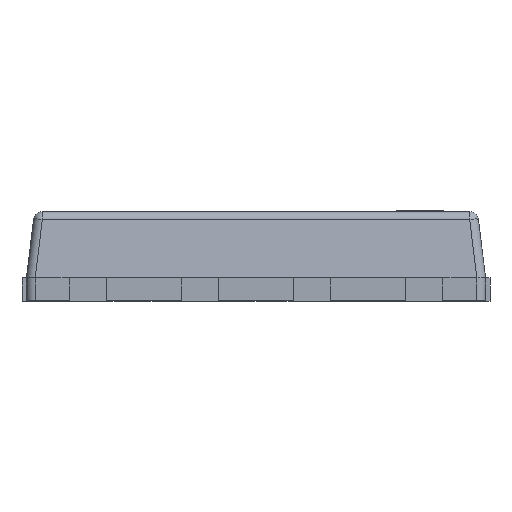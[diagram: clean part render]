
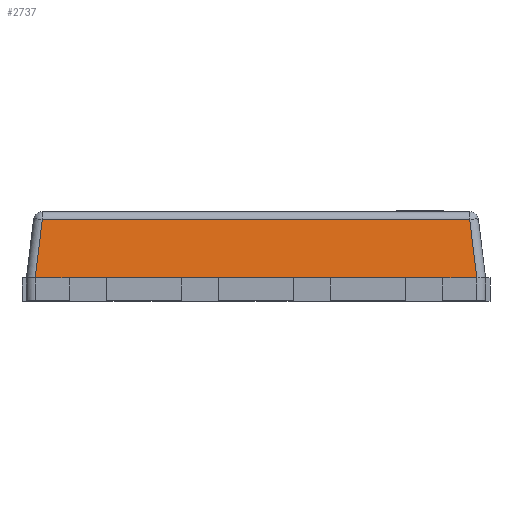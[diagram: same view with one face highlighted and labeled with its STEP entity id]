
A CAD part, front view. The second image highlights one B-rep face of the part: STEP entity #2737.
In plain terms, the highlighted planar face has unit normal (0, -0.993, 0.122).
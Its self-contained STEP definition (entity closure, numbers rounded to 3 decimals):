
#236 = EDGE_CURVE ( 'NONE', #3533, #1889, #1416, .T. ) ;
#565 = VERTEX_POINT ( 'NONE', #16511 ) ;
#583 = DIRECTION ( 'NONE',  ( 1., 0., 0. ) ) ;
#1059 =( BOUNDED_CURVE ( )  B_SPLINE_CURVE ( 3, ( #6321, #12755, #15657, #6704 ),
 .UNSPECIFIED., .F., .T. ) 
 B_SPLINE_CURVE_WITH_KNOTS ( ( 4, 4 ),
 ( 3.142, 3.149 ),
 .UNSPECIFIED. ) 
 CURVE ( )  GEOMETRIC_REPRESENTATION_ITEM ( )  RATIONAL_B_SPLINE_CURVE ( ( 1., 1., 1., 1. ) ) 
 REPRESENTATION_ITEM ( '' )  );
#1132 = ORIENTED_EDGE ( 'NONE', *, *, #5915, .T. ) ;
#1289 = ORIENTED_EDGE ( 'NONE', *, *, #5919, .T. ) ;
#1416 = LINE ( 'NONE', #4524, #6828 ) ;
#1660 = VECTOR ( 'NONE', #4258, 1000. ) ;
#1845 = LINE ( 'NONE', #18610, #15957 ) ;
#1889 = VERTEX_POINT ( 'NONE', #9388 ) ;
#2368 = EDGE_CURVE ( 'NONE', #6494, #7694, #9823, .T. ) ;
#2395 = CARTESIAN_POINT ( 'NONE',  ( -2.501, -2.95, 0. ) ) ;
#2503 = CARTESIAN_POINT ( 'NONE',  ( -2.502, -2.951, -0.012 ) ) ;
#2737 = ADVANCED_FACE ( 'NONE', ( #16334 ), #12055, .T. ) ;
#2742 = ORIENTED_EDGE ( 'NONE', *, *, #2368, .T. ) ;
#2804 = DIRECTION ( 'NONE',  ( -0.121, -0.121, -0.985 ) ) ;
#3018 = DIRECTION ( 'NONE',  ( 1., 0., 0. ) ) ;
#3180 = CARTESIAN_POINT ( 'NONE',  ( -2.5, -2.95, 0. ) ) ;
#3435 = CARTESIAN_POINT ( 'NONE',  ( 2.115, -2.95, 0. ) ) ;
#3490 = VECTOR ( 'NONE', #18652, 1000. ) ;
#3533 = VERTEX_POINT ( 'NONE', #4163 ) ;
#3580 = DIRECTION ( 'NONE',  ( 1., 0., 0. ) ) ;
#3650 = ORIENTED_EDGE ( 'NONE', *, *, #16314, .T. ) ;
#4017 = ORIENTED_EDGE ( 'NONE', *, *, #11827, .T. ) ;
#4163 = CARTESIAN_POINT ( 'NONE',  ( 0.425, -2.95, 0. ) ) ;
#4258 = DIRECTION ( 'NONE',  ( -1., 0., 0. ) ) ;
#4330 = DIRECTION ( 'NONE',  ( 0., -0.993, 0.122 ) ) ;
#4479 = VECTOR ( 'NONE', #8025, 1000. ) ;
#4522 = ORIENTED_EDGE ( 'NONE', *, *, #11824, .T. ) ;
#4524 = CARTESIAN_POINT ( 'NONE',  ( -2.6, -2.95, 0. ) ) ;
#4530 = VECTOR ( 'NONE', #6418, 1000. ) ;
#4787 = CARTESIAN_POINT ( 'NONE',  ( -2.5, -2.95, 0. ) ) ;
#4882 = VERTEX_POINT ( 'NONE', #5452 ) ;
#4930 = ORIENTED_EDGE ( 'NONE', *, *, #9315, .T. ) ;
#5314 = DIRECTION ( 'NONE',  ( 1., 0., 0. ) ) ;
#5452 = CARTESIAN_POINT ( 'NONE',  ( -0.425, -2.95, 0. ) ) ;
#5528 = VERTEX_POINT ( 'NONE', #12203 ) ;
#5661 = VECTOR ( 'NONE', #12248, 1000. ) ;
#5667 = EDGE_CURVE ( 'NONE', #11501, #565, #13081, .T. ) ;
#5754 = ORIENTED_EDGE ( 'NONE', *, *, #236, .T. ) ;
#5762 = CARTESIAN_POINT ( 'NONE',  ( -2.5, -2.95, 0. ) ) ;
#5915 = EDGE_CURVE ( 'NONE', #19415, #5528, #1059, .T. ) ;
#5919 = EDGE_CURVE ( 'NONE', #6945, #6494, #16961, .T. ) ;
#6236 = AXIS2_PLACEMENT_3D ( 'NONE', #18034, #4330, #10360 ) ;
#6321 = CARTESIAN_POINT ( 'NONE',  ( 2.5, -2.95, 0. ) ) ;
#6418 = DIRECTION ( 'NONE',  ( 1., 0., 0. ) ) ;
#6441 = LINE ( 'NONE', #15296, #4479 ) ;
#6494 = VERTEX_POINT ( 'NONE', #14643 ) ;
#6704 = CARTESIAN_POINT ( 'NONE',  ( 2.501, -2.95, 0. ) ) ;
#6781 = LINE ( 'NONE', #17303, #11595 ) ;
#6828 = VECTOR ( 'NONE', #3018, 1000. ) ;
#6945 = VERTEX_POINT ( 'NONE', #16996 ) ;
#7129 = LINE ( 'NONE', #10959, #18477 ) ;
#7312 = ORIENTED_EDGE ( 'NONE', *, *, #17347, .T. ) ;
#7531 = EDGE_CURVE ( 'NONE', #565, #15055, #16211, .T. ) ;
#7694 = VERTEX_POINT ( 'NONE', #11919 ) ;
#7708 = LINE ( 'NONE', #13760, #5661 ) ;
#7826 = CARTESIAN_POINT ( 'NONE',  ( -2.6, -2.95, 0. ) ) ;
#7910 = VERTEX_POINT ( 'NONE', #5762 ) ;
#8025 = DIRECTION ( 'NONE',  ( 1., 0., 0. ) ) ;
#8049 = CARTESIAN_POINT ( 'NONE',  ( -2.6, -2.95, 0. ) ) ;
#8452 = EDGE_CURVE ( 'NONE', #19530, #19415, #7708, .T. ) ;
#8860 = CARTESIAN_POINT ( 'NONE',  ( 2.419, -2.869, 0.662 ) ) ;
#9041 = ORIENTED_EDGE ( 'NONE', *, *, #12368, .T. ) ;
#9315 = EDGE_CURVE ( 'NONE', #5528, #11501, #6781, .T. ) ;
#9388 = CARTESIAN_POINT ( 'NONE',  ( 0.845, -2.95, 0. ) ) ;
#9395 = VECTOR ( 'NONE', #2804, 1000. ) ;
#9585 = ORIENTED_EDGE ( 'NONE', *, *, #19482, .T. ) ;
#9735 = DIRECTION ( 'NONE',  ( -0.121, 0.121, 0.985 ) ) ;
#9823 = LINE ( 'NONE', #8049, #16223 ) ;
#9923 =( BOUNDED_CURVE ( )  B_SPLINE_CURVE ( 3, ( #2395, #13723, #3180, #4787 ),
 .UNSPECIFIED., .F., .F. ) 
 B_SPLINE_CURVE_WITH_KNOTS ( ( 4, 4 ),
 ( 3.134, 3.142 ),
 .UNSPECIFIED. ) 
 CURVE ( )  GEOMETRIC_REPRESENTATION_ITEM ( )  RATIONAL_B_SPLINE_CURVE ( ( 1., 1., 1., 1. ) ) 
 REPRESENTATION_ITEM ( '' )  );
#10083 = CARTESIAN_POINT ( 'NONE',  ( -2.508, -2.869, 0.662 ) ) ;
#10360 = DIRECTION ( 'NONE',  ( 0., -0.122, -0.993 ) ) ;
#10367 = ORIENTED_EDGE ( 'NONE', *, *, #7531, .T. ) ;
#10680 = ORIENTED_EDGE ( 'NONE', *, *, #8452, .T. ) ;
#10959 = CARTESIAN_POINT ( 'NONE',  ( -2.6, -2.95, 0. ) ) ;
#11501 = VERTEX_POINT ( 'NONE', #8860 ) ;
#11595 = VECTOR ( 'NONE', #9735, 1000. ) ;
#11824 = EDGE_CURVE ( 'NONE', #7910, #6945, #15572, .T. ) ;
#11827 = EDGE_CURVE ( 'NONE', #4882, #3533, #6441, .T. ) ;
#11919 = CARTESIAN_POINT ( 'NONE',  ( -0.845, -2.95, 0. ) ) ;
#12055 = PLANE ( 'NONE',  #6236 ) ;
#12203 = CARTESIAN_POINT ( 'NONE',  ( 2.501, -2.95, 0. ) ) ;
#12248 = DIRECTION ( 'NONE',  ( 1., 0., 0. ) ) ;
#12368 = EDGE_CURVE ( 'NONE', #7694, #4882, #18676, .T. ) ;
#12556 = DIRECTION ( 'NONE',  ( 1., 0., 0. ) ) ;
#12755 = CARTESIAN_POINT ( 'NONE',  ( 2.5, -2.95, 0. ) ) ;
#13081 = LINE ( 'NONE', #10083, #1660 ) ;
#13675 = VECTOR ( 'NONE', #3580, 1000. ) ;
#13723 = CARTESIAN_POINT ( 'NONE',  ( -2.5, -2.95, 0. ) ) ;
#13760 = CARTESIAN_POINT ( 'NONE',  ( -2.6, -2.95, 0. ) ) ;
#14643 = CARTESIAN_POINT ( 'NONE',  ( -1.695, -2.95, 0. ) ) ;
#15055 = VERTEX_POINT ( 'NONE', #16724 ) ;
#15296 = CARTESIAN_POINT ( 'NONE',  ( -2.6, -2.95, 0. ) ) ;
#15572 = LINE ( 'NONE', #16790, #3490 ) ;
#15657 = CARTESIAN_POINT ( 'NONE',  ( 2.5, -2.95, 0. ) ) ;
#15844 = CARTESIAN_POINT ( 'NONE',  ( 1.695, -2.95, 0. ) ) ;
#15957 = VECTOR ( 'NONE', #5314, 1000. ) ;
#16211 = LINE ( 'NONE', #2503, #9395 ) ;
#16223 = VECTOR ( 'NONE', #583, 1000. ) ;
#16247 = ORIENTED_EDGE ( 'NONE', *, *, #5667, .T. ) ;
#16314 = EDGE_CURVE ( 'NONE', #1889, #19631, #1845, .T. ) ;
#16334 = FACE_OUTER_BOUND ( 'NONE', #17670, .T. ) ;
#16511 = CARTESIAN_POINT ( 'NONE',  ( -2.419, -2.869, 0.662 ) ) ;
#16724 = CARTESIAN_POINT ( 'NONE',  ( -2.501, -2.95, 0. ) ) ;
#16790 = CARTESIAN_POINT ( 'NONE',  ( -2.6, -2.95, 0. ) ) ;
#16961 = LINE ( 'NONE', #7826, #4530 ) ;
#16996 = CARTESIAN_POINT ( 'NONE',  ( -2.115, -2.95, 0. ) ) ;
#17197 = CARTESIAN_POINT ( 'NONE',  ( -2.6, -2.95, 0. ) ) ;
#17303 = CARTESIAN_POINT ( 'NONE',  ( 2.426, -2.875, 0.608 ) ) ;
#17347 = EDGE_CURVE ( 'NONE', #15055, #7910, #9923, .T. ) ;
#17670 = EDGE_LOOP ( 'NONE', ( #10367, #7312, #4522, #1289, #2742, #9041, #4017, #5754, #3650, #9585, #10680, #1132, #4930, #16247 ) ) ;
#18034 = CARTESIAN_POINT ( 'NONE',  ( -2.6, -2.95, 0. ) ) ;
#18477 = VECTOR ( 'NONE', #12556, 1000. ) ;
#18610 = CARTESIAN_POINT ( 'NONE',  ( -2.6, -2.95, 0. ) ) ;
#18652 = DIRECTION ( 'NONE',  ( 1., 0., 0. ) ) ;
#18676 = LINE ( 'NONE', #17197, #13675 ) ;
#19036 = CARTESIAN_POINT ( 'NONE',  ( 2.5, -2.95, 0. ) ) ;
#19415 = VERTEX_POINT ( 'NONE', #19036 ) ;
#19482 = EDGE_CURVE ( 'NONE', #19631, #19530, #7129, .T. ) ;
#19530 = VERTEX_POINT ( 'NONE', #3435 ) ;
#19631 = VERTEX_POINT ( 'NONE', #15844 ) ;
